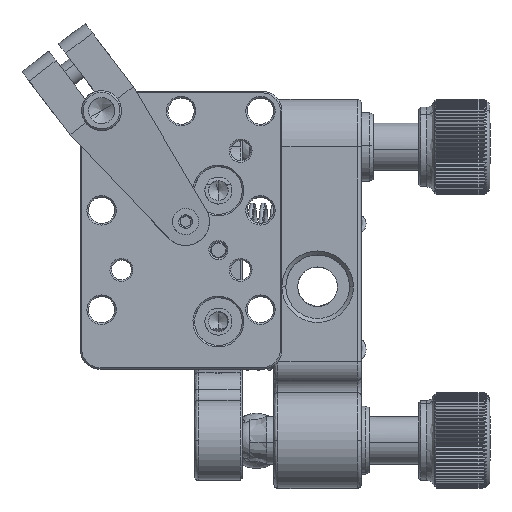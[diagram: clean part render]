
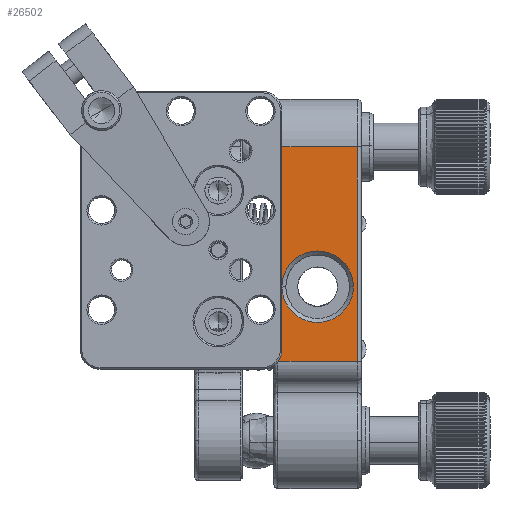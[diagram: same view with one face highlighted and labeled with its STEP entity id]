
A CAD part, top view. The second image highlights one B-rep face of the part: STEP entity #26502.
In plain terms, the highlighted planar face has unit normal (0, 0, 1).
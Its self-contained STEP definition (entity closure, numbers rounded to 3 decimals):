
#3625 = CARTESIAN_POINT ( 'NONE',  ( -5., 5., -12.5 ) ) ;
#4805 = DIRECTION ( 'NONE',  ( 0., 1., 0. ) ) ;
#7530 = ORIENTED_EDGE ( 'NONE', *, *, #57552, .F. ) ;
#7544 = AXIS2_PLACEMENT_3D ( 'NONE', #21630, #29767, #29476 ) ;
#7786 = VERTEX_POINT ( 'NONE', #51944 ) ;
#8122 = VERTEX_POINT ( 'NONE', #17648 ) ;
#8422 = ORIENTED_EDGE ( 'NONE', *, *, #17894, .T. ) ;
#11515 = CARTESIAN_POINT ( 'NONE',  ( -4.5, -8.1, -12.5 ) ) ;
#13679 = DIRECTION ( 'NONE',  ( 1., 0., 0. ) ) ;
#15242 = CARTESIAN_POINT ( 'NONE',  ( 0., 18.5, -12.5 ) ) ;
#15835 = VECTOR ( 'NONE', #13679, 1000. ) ;
#16539 = VERTEX_POINT ( 'NONE', #48744 ) ;
#16952 = EDGE_LOOP ( 'NONE', ( #7530, #58845 ) ) ;
#17648 = CARTESIAN_POINT ( 'NONE',  ( 5., -8.5, -12.5 ) ) ;
#17894 = EDGE_CURVE ( 'NONE', #16539, #8122, #54207, .T. ) ;
#18752 = VERTEX_POINT ( 'NONE', #30633 ) ;
#19851 = FACE_OUTER_BOUND ( 'NONE', #55011, .T. ) ;
#19920 = CIRCLE ( 'NONE', #7544, 4.5 ) ;
#19929 = ORIENTED_EDGE ( 'NONE', *, *, #28502, .F. ) ;
#20148 = CARTESIAN_POINT ( 'NONE',  ( 4.5, 0.9, -12.5 ) ) ;
#20159 = DIRECTION ( 'NONE',  ( 0., 0., -1. ) ) ;
#21026 = PLANE ( 'NONE',  #35395 ) ;
#21164 = LINE ( 'NONE', #34282, #31774 ) ;
#21630 = CARTESIAN_POINT ( 'NONE',  ( 0., 0.9, -12.5 ) ) ;
#21666 = VECTOR ( 'NONE', #28937, 1000. ) ;
#22156 = EDGE_CURVE ( 'NONE', #7786, #53574, #19920, .T. ) ;
#24911 = CARTESIAN_POINT ( 'NONE',  ( 4.5, -8.1, -12.5 ) ) ;
#25445 = CARTESIAN_POINT ( 'NONE',  ( -5., 18.5, -12.5 ) ) ;
#25919 = DIRECTION ( 'NONE',  ( 0., 1., 0. ) ) ;
#26502 = ADVANCED_FACE ( 'NONE', ( #19851, #56212 ), #21026, .F. ) ;
#27450 = LINE ( 'NONE', #3625, #51228 ) ;
#28502 = EDGE_CURVE ( 'NONE', #16539, #56020, #27450, .T. ) ;
#28937 = DIRECTION ( 'NONE',  ( 1., 0., 0. ) ) ;
#29476 = DIRECTION ( 'NONE',  ( 0., -1., 0. ) ) ;
#29767 = DIRECTION ( 'NONE',  ( 0., 0., 1. ) ) ;
#30012 = EDGE_CURVE ( 'NONE', #56020, #18752, #33112, .T. ) ;
#30633 = CARTESIAN_POINT ( 'NONE',  ( 5., 18.5, -12.5 ) ) ;
#31774 = VECTOR ( 'NONE', #25919, 1000. ) ;
#33112 = LINE ( 'NONE', #15242, #21666 ) ;
#34282 = CARTESIAN_POINT ( 'NONE',  ( 5., 5., -12.5 ) ) ;
#35395 = AXIS2_PLACEMENT_3D ( 'NONE', #47256, #20159, #42507 ) ;
#35740 = EDGE_CURVE ( 'NONE', #8122, #18752, #21164, .T. ) ;
#36295 = CARTESIAN_POINT ( 'NONE',  ( 0., -8.5, -12.5 ) ) ;
#36577 =( BOUNDED_CURVE ( )  B_SPLINE_CURVE ( 3, ( #46945, #11515, #24911, #20148 ),
 .UNSPECIFIED., .F., .F. ) 
 B_SPLINE_CURVE_WITH_KNOTS ( ( 4, 4 ),
 ( 0., 0.014 ),
 .UNSPECIFIED. ) 
 CURVE ( )  GEOMETRIC_REPRESENTATION_ITEM ( )  RATIONAL_B_SPLINE_CURVE ( ( 1., 0.333, 0.333, 1. ) ) 
 REPRESENTATION_ITEM ( '' )  );
#40645 = ORIENTED_EDGE ( 'NONE', *, *, #35740, .T. ) ;
#42507 = DIRECTION ( 'NONE',  ( 0., 1., 0. ) ) ;
#46945 = CARTESIAN_POINT ( 'NONE',  ( -4.5, 0.9, -12.5 ) ) ;
#47256 = CARTESIAN_POINT ( 'NONE',  ( -5., -8.5, -12.5 ) ) ;
#47779 = ORIENTED_EDGE ( 'NONE', *, *, #30012, .F. ) ;
#48127 = CARTESIAN_POINT ( 'NONE',  ( -4.5, 0.9, -12.5 ) ) ;
#48744 = CARTESIAN_POINT ( 'NONE',  ( -5., -8.5, -12.5 ) ) ;
#51228 = VECTOR ( 'NONE', #4805, 1000. ) ;
#51944 = CARTESIAN_POINT ( 'NONE',  ( 4.5, 0.9, -12.5 ) ) ;
#53574 = VERTEX_POINT ( 'NONE', #48127 ) ;
#54207 = LINE ( 'NONE', #36295, #15835 ) ;
#55011 = EDGE_LOOP ( 'NONE', ( #8422, #40645, #47779, #19929 ) ) ;
#56020 = VERTEX_POINT ( 'NONE', #25445 ) ;
#56212 = FACE_BOUND ( 'NONE', #16952, .T. ) ;
#57552 = EDGE_CURVE ( 'NONE', #53574, #7786, #36577, .T. ) ;
#58845 = ORIENTED_EDGE ( 'NONE', *, *, #22156, .F. ) ;
